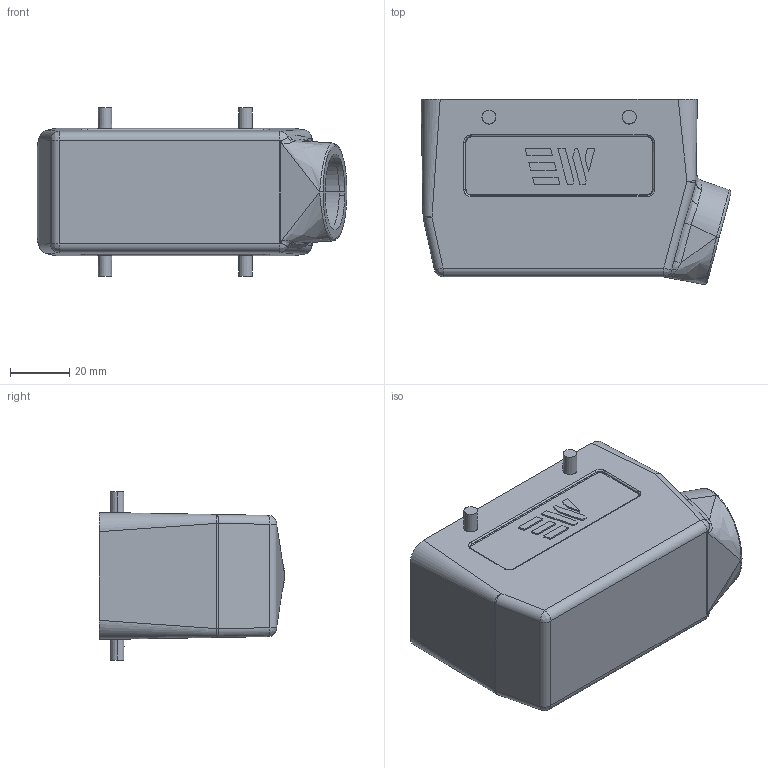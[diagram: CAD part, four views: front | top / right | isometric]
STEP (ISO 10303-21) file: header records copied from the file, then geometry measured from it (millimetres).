
FILE_DESCRIPTION (( 'STEP AP203' ), '1' );
FILE_NAME ('290432905.step', '2025-02-12T17:49:34', ( '' ), ( '' ), 'SwSTEP 2.0', 'SolidWorks 2024', '' );
FILE_SCHEMA (( 'CONFIG_CONTROL_DESIGN' ));
Length unit declared in the file: inch
Products named in the file (1): 290432905
Bounding box: 104.89 x 62.63 x 57 mm (x, y, z)
Volume: 60881.1 mm3; surface area: 38525.6 mm2
Topology: 1 solids, 1 shells, 251 faces, 593 edges, 361 vertices
Faces by surface type: plane 120, bspline 70, cylinder 53, cone 8
Entity records: 10652 total; most frequent: CARTESIAN_POINT 5313, ORIENTED_EDGE 1174, DIRECTION 927, EDGE_CURVE 587, VERTEX_POINT 361, VECTOR 343, LINE 343, AXIS2_PLACEMENT_3D 292
